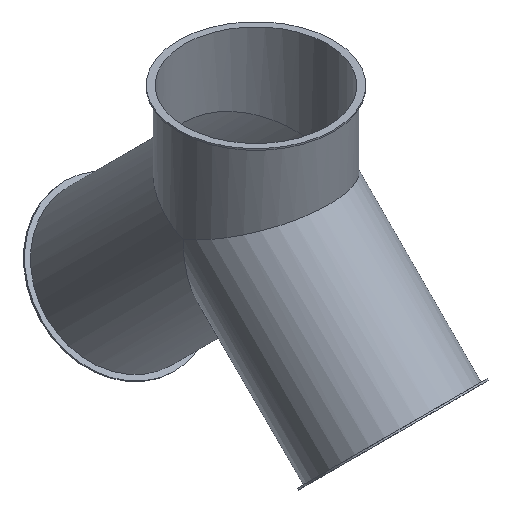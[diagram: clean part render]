
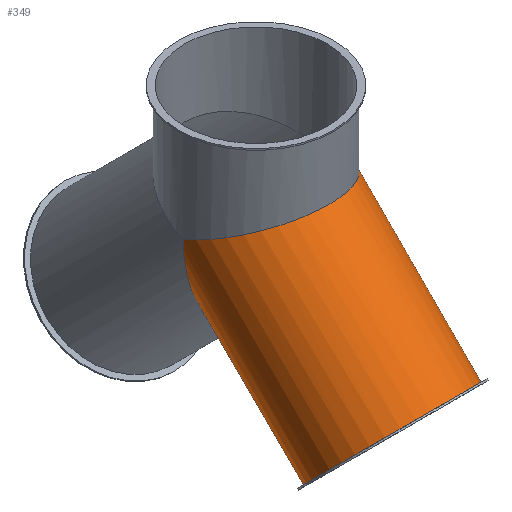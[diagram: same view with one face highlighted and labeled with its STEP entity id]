
A CAD part, isometric view. The second image highlights one B-rep face of the part: STEP entity #349.
In plain terms, the highlighted cylindrical face has radius 75 mm (diameter 150 mm), a full revolution.
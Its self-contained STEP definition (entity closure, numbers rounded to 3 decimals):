
#249=CARTESIAN_POINT('',(75.0,0.0,200.0));
#250=VERTEX_POINT('',#249);
#251=CARTESIAN_POINT('',(-75.0,0.0,200.0));
#252=VERTEX_POINT('',#251);
#253=CARTESIAN_POINT('',(0.0,0.0,200.0));
#254=DIRECTION('',(0.0,0.383,0.924));
#255=DIRECTION('',(0.0,-0.924,0.383));
#256=AXIS2_PLACEMENT_3D('',#253,#254,#255);
#257=ELLIPSE('',#256,81.179,75.);
#258=EDGE_CURVE('',#250,#252,#257,.F.);
#318=CARTESIAN_POINT('',(0.0,0.0,200.0));
#319=DIRECTION('',(0.0,1.0,0.0));
#320=DIRECTION('',(0.0,0.0,1.0));
#321=AXIS2_PLACEMENT_3D('',#318,#319,#320);
#322=ELLIPSE('',#321,106.066,75.0);
#323=EDGE_CURVE('',#250,#252,#322,.T.);
#329=CARTESIAN_POINT('',(0.0,-141.421,58.579));
#330=DIRECTION('',(0.0,-0.707,-0.707));
#331=DIRECTION('',(1.0,0.0,0.0));
#332=AXIS2_PLACEMENT_3D('',#329,#330,#331);
#333=CYLINDRICAL_SURFACE('',#332,75.0);
#334=CARTESIAN_POINT('',(0.0,-193.394,112.672));
#335=VERTEX_POINT('',#334);
#336=CARTESIAN_POINT('',(0.0,-140.361,59.639));
#337=DIRECTION('',(0.0,0.707,0.707));
#338=DIRECTION('',(0.0,-0.707,0.707));
#339=AXIS2_PLACEMENT_3D('',#336,#337,#338);
#340=CIRCLE('',#339,75.);
#341=EDGE_CURVE('',#335,#335,#340,.F.);
#342=ORIENTED_EDGE('',*,*,#341,.F.);
#343=EDGE_LOOP('',(#342));
#344=FACE_OUTER_BOUND('',#343,.T.);
#345=ORIENTED_EDGE('',*,*,#323,.F.);
#346=ORIENTED_EDGE('',*,*,#258,.T.);
#347=EDGE_LOOP('',(#345,#346));
#348=FACE_BOUND('',#347,.T.);
#349=ADVANCED_FACE('',(#344,#348),#333,.T.);
